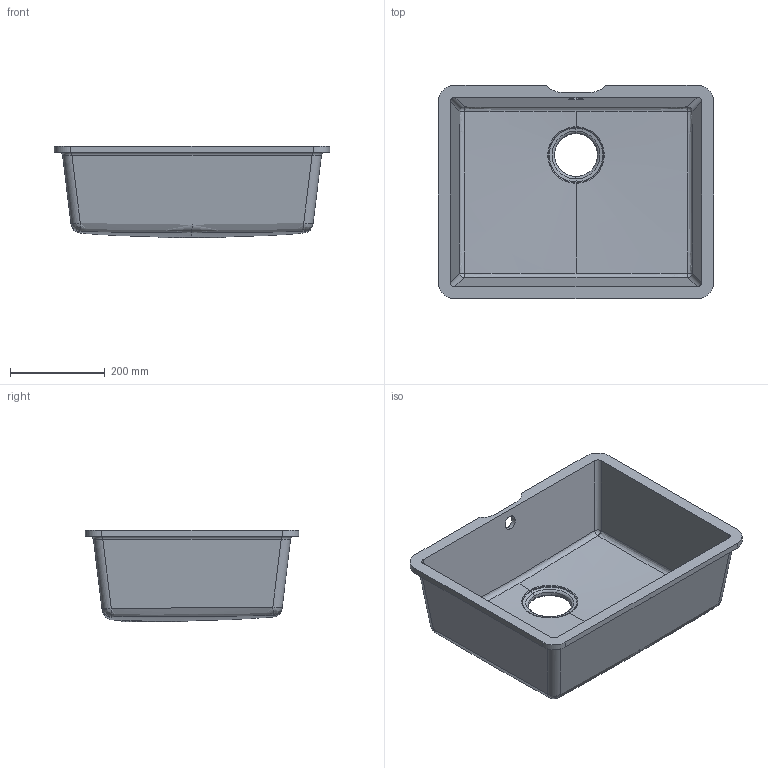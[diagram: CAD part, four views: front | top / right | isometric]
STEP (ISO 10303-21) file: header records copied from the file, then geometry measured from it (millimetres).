
FILE_DESCRIPTION (( 'STEP AP214' ), '1' );
FILE_NAME ('970_ACABADA_OVFL_NOU.STEP', '2018-10-15T10:49:33', ( '' ), ( '' ), 'SwSTEP 2.0', 'SolidWorks 2014', '' );
FILE_SCHEMA (( 'AUTOMOTIVE_DESIGN' ));
Length unit declared in the file: millimetre
Products named in the file (1): 970_ACABADA_OVFL_NOU
Bounding box: 580.03 x 450.03 x 193 mm (x, y, z)
Volume: 6115093.7 mm3; surface area: 1047679.9 mm2
Topology: 1 solids, 1 shells, 105 faces, 269 edges, 158 vertices
Faces by surface type: bspline 37, cylinder 26, plane 17, torus 10, cone 8, sphere 7
Entity records: 8347 total; most frequent: CARTESIAN_POINT 6112, ORIENTED_EDGE 522, DIRECTION 376, EDGE_CURVE 261, VERTEX_POINT 157, AXIS2_PLACEMENT_3D 147, EDGE_LOOP 108, ADVANCED_FACE 105
